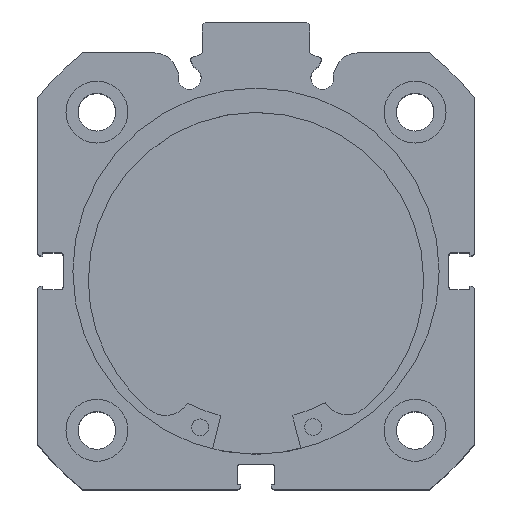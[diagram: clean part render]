
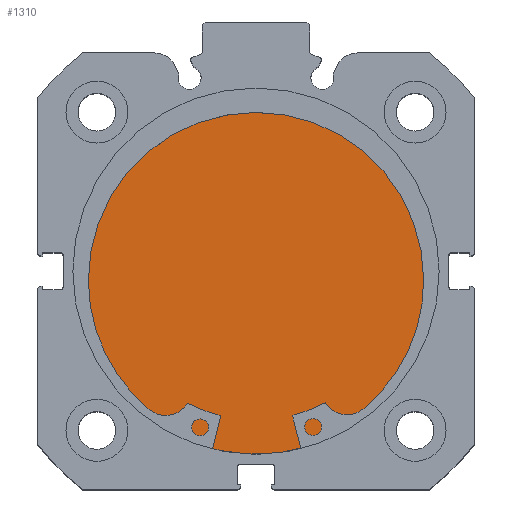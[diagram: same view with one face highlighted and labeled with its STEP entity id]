
A CAD part, top view. The second image highlights one B-rep face of the part: STEP entity #1310.
In plain terms, the highlighted face is planar.
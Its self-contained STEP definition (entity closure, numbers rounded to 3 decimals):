
#49 = DIRECTION ( 'NONE',  ( 0., 0., 1. ) ) ;
#50 = DIRECTION ( 'NONE',  ( -1., 0., 0. ) ) ;
#51 = CARTESIAN_POINT ( 'NONE',  ( 9.5, 0., 0. ) ) ;
#848 = CARTESIAN_POINT ( 'NONE',  ( 9.5, 0., 32.5 ) ) ;
#849 = CARTESIAN_POINT ( 'NONE',  ( 9.5, 0., -32.5 ) ) ;
#867 = VERTEX_POINT ( 'NONE', #849 ) ;
#868 = VERTEX_POINT ( 'NONE', #848 ) ;
#1310 = ADVANCED_FACE ( 'NONE', ( #2348 ), #2934, .F. ) ;
#2348 = FACE_OUTER_BOUND ( 'NONE', #6310, .T. ) ;
#2544 = CIRCLE ( 'NONE', #3415, 32.5 ) ;
#2934 = PLANE ( 'NONE',  #3519 ) ;
#2936 = CARTESIAN_POINT ( 'NONE',  ( 9.5, 32.5, 0. ) ) ;
#2971 = DIRECTION ( 'NONE',  ( -1., 0., 0. ) ) ;
#2976 = DIRECTION ( 'NONE',  ( 0., 0., 1. ) ) ;
#3252 = EDGE_CURVE ( 'NONE', #868, #867, #2544, .T. ) ;
#3341 = ORIENTED_EDGE ( 'NONE', *, *, #6477, .F. ) ;
#3347 = ORIENTED_EDGE ( 'NONE', *, *, #3252, .F. ) ;
#3415 = AXIS2_PLACEMENT_3D ( 'NONE', #51, #50, #49 ) ;
#3519 = AXIS2_PLACEMENT_3D ( 'NONE', #2936, #2971, #2976 ) ;
#4495 = CIRCLE ( 'NONE', #4820, 32.5 ) ;
#4820 = AXIS2_PLACEMENT_3D ( 'NONE', #5902, #5918, #5919 ) ;
#5902 = CARTESIAN_POINT ( 'NONE',  ( 9.5, 0., 0. ) ) ;
#5918 = DIRECTION ( 'NONE',  ( -1., 0., 0. ) ) ;
#5919 = DIRECTION ( 'NONE',  ( 0., 0., 1. ) ) ;
#6310 = EDGE_LOOP ( 'NONE', ( #3347, #3341 ) ) ;
#6477 = EDGE_CURVE ( 'NONE', #867, #868, #4495, .T. ) ;
